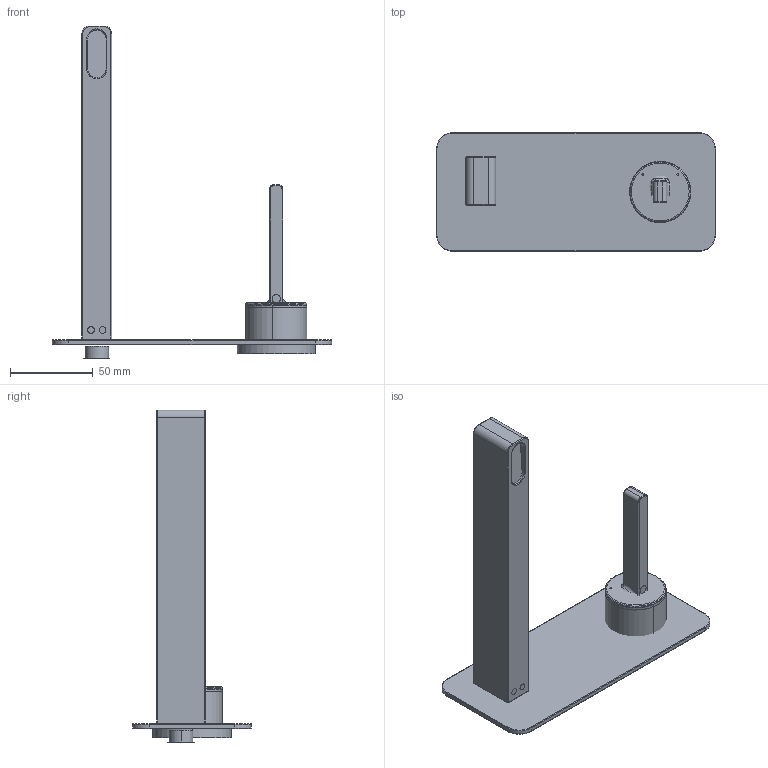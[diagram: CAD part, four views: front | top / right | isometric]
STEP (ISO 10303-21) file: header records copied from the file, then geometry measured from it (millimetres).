
FILE_DESCRIPTION((''),'2;1');
FILE_NAME('010-930-EMSERIES','2021-03-26T13:58:29',('mliu'),(''),'CREO PARAMETRIC BY PTC INC, 2020053','CREO PARAMETRIC BY PTC INC, 2020053','');
FILE_SCHEMA(('CONFIG_CONTROL_DESIGN'));
Length unit declared in the file: millimetre
Products named in the file (1): 010-930-EMSERIES
Bounding box: 169 x 72 x 201 mm (x, y, z)
Volume: 207985.5 mm3; surface area: 67077.3 mm2
Topology: 6 solids, 10 shells, 161 faces, 381 edges, 252 vertices
Faces by surface type: cylinder 68, plane 47, torus 24, cone 10, sphere 6, bspline 6
Entity records: 5319 total; most frequent: CARTESIAN_POINT 1418, DIRECTION 887, ORIENTED_EDGE 746, AXIS2_PLACEMENT_3D 382, EDGE_CURVE 381, VERTEX_POINT 252, CIRCLE 226, EDGE_LOOP 181
